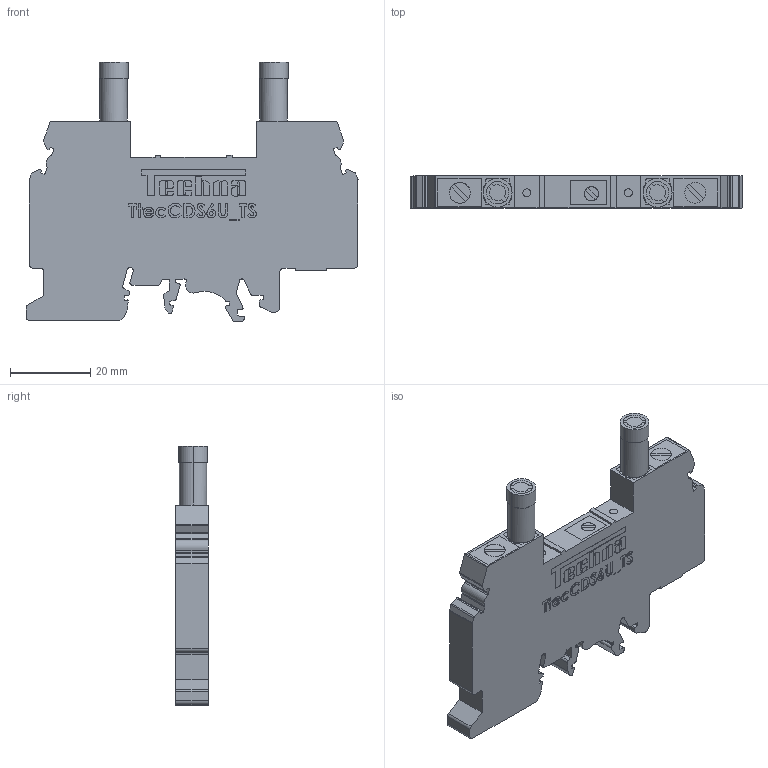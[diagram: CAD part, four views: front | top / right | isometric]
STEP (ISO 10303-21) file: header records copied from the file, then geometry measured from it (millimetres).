
FILE_DESCRIPTION (( 'STEP AP214' ), '1' );
FILE_NAME ('TtecCDS6U_TS.STEP', '2020-10-19T10:04:46', ( '' ), ( '' ), 'SwSTEP 2.0', 'SolidWorks 2020', '' );
FILE_SCHEMA (( 'AUTOMOTIVE_DESIGN' ));
Length unit declared in the file: millimetre
Products named in the file (1): TtecCDS6U_TS
Bounding box: 82.8 x 8 x 64.8 mm (x, y, z)
Volume: 26259.2 mm3; surface area: 10076.3 mm2
Topology: 1 solids, 1 shells, 884 faces, 2448 edges, 1628 vertices
Faces by surface type: plane 466, cylinder 278, bspline 140
Entity records: 41876 total; most frequent: CARTESIAN_POINT 13293, ORIENTED_EDGE 4896, DIRECTION 4238, EDGE_CURVE 2448, VERTEX_POINT 1628, LINE 1588, VECTOR 1588, AXIS2_PLACEMENT_3D 1325
